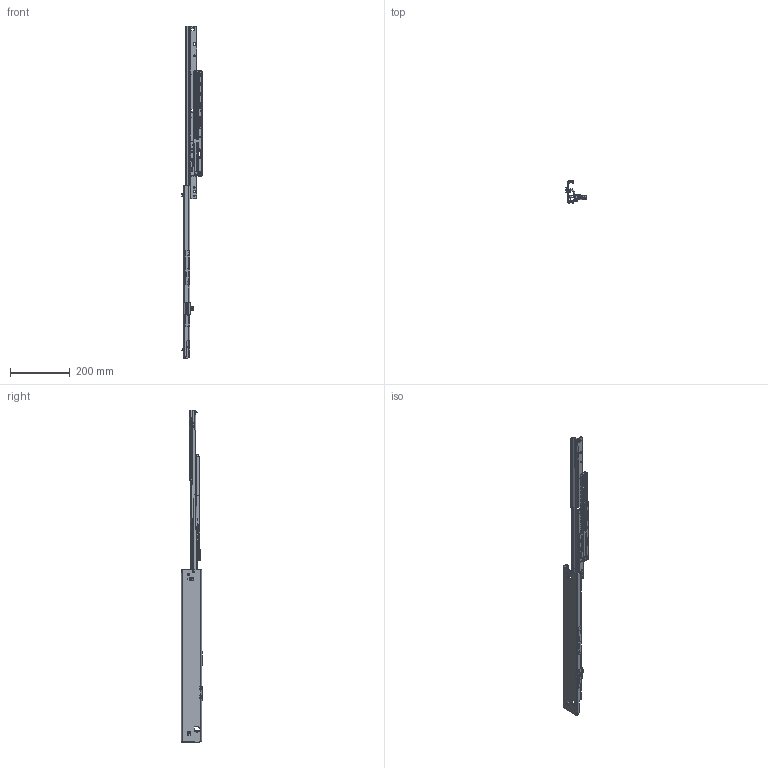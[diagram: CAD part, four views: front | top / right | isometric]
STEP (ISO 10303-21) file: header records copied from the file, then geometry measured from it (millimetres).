
FILE_DESCRIPTION (( 'STEP AP214' ), '1' );
FILE_NAME ('FR_7180_A_SMT.0550mm_22inch_U017_open_left.STEP', '2022-11-22T13:30:53', ( '' ), ( '' ), 'SwSTEP 2.0', 'SolidWorks 2020', '' );
FILE_SCHEMA (( 'AUTOMOTIVE_DESIGN' ));
Length unit declared in the file: millimetre
Products named in the file (10): 7100A.XXX-01.A028_NL  550; 7100A.XXX-03.A124_NL  550; SM-047_ausgefahren; MT-011; SE-093_Hub 100; FR_7180_A_SMT.0550mm_22inch_U017_open_left; MT-011.Softierung; 7100A.XXX-03.U017_NL  550 ausgefahren; 7100A.XXX-01.U016_NL  550
Assembly tree (9 placements, depth 4):
  FR_7180_A_SMT.0550mm_22inch_U017_open_left
    7100A.XXX-01.U016_NL  550
      7100A.XXX-01.A028_NL  550
      MT-011
        MT-011
        MT-011.Softierung
    7100A.XXX-03.U017_NL  550 ausgefahren
      7100A.XXX-03.A124_NL  550
      SM-047_ausgefahren
        SE-093_Hub 100
Bounding box: 68.18 x 73.76 x 1115.02 mm (x, y, z)
Volume: 266192.4 mm3; surface area: 250095.2 mm2
Topology: 5 solids, 10 shells, 3930 faces, 10112 edges, 5988 vertices
Faces by surface type: cylinder 1565, plane 1362, torus 447, bspline 305, sphere 184, cone 67
Entity records: 127577 total; most frequent: CARTESIAN_POINT 34278, ORIENTED_EDGE 19802, DIRECTION 19033, EDGE_CURVE 9901, AXIS2_PLACEMENT_3D 6797, VERTEX_POINT 5988, LINE 5439, VECTOR 5439
